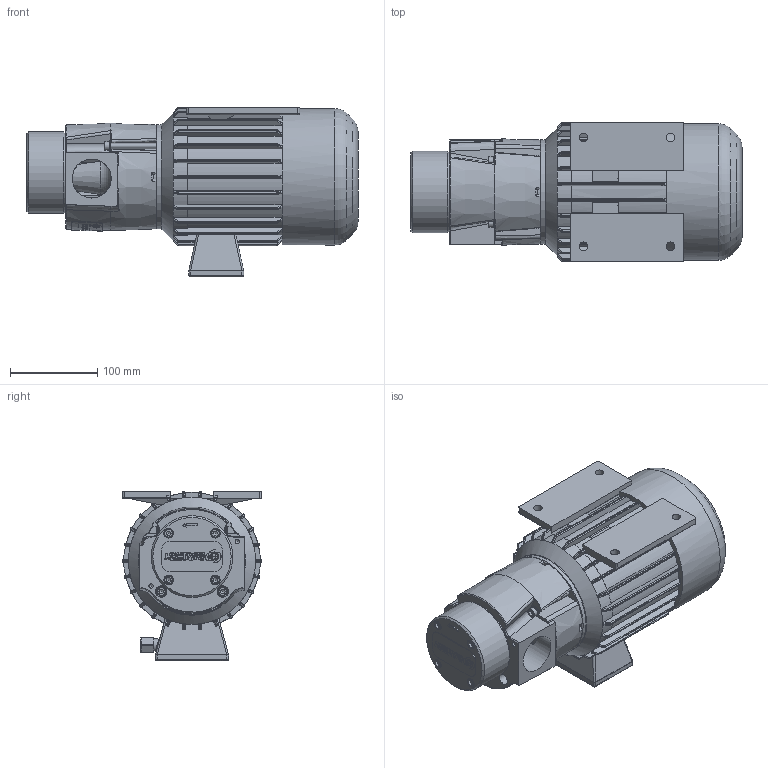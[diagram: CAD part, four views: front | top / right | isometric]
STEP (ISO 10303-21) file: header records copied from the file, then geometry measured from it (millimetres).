
FILE_DESCRIPTION(/* description */ ('Unknown'),/* implementation_level */ '2;1');
FILE_NAME(/* name */ 'QPM3 40-4-0,75',/* time_stamp */ '2016-11-24T13:58:27+01:00',/* author */ ('Unknown'),/* organization */ ('Unknown'),/* preprocessor_version */ 'ST-DEVELOPER v16',/* originating_system */ 'DEX',/* authorisation */ $);
FILE_SCHEMA (('AUTOMOTIVE_DESIGN {1 0 10303 214 3 1 1}'));
Products named in the file (1): QPM3 40-4-0,75
Bounding box: 381.55 x 160 x 195 mm (x, y, z)
Volume: 4720.4 mm3; surface area: 449382.8 mm2
Topology: 23 solids, 24 shells, 3695 faces, 9579 edges, 5808 vertices
Faces by surface type: plane 1450, cylinder 883, bspline 618, cone 261, torus 250, sphere 233
Full cylindrical faces by diameter (mm): 2 x2, 2.792 x1, 3.192 x1, 4 x9, 4.8 x1, 4.917 x6, 5.153 x4, 6 x12, 6.2 x4, 6.4 x4, 6.5 x2, 7 x4, 9.8 x4, 10 x12, 11 x4, 11.667 x1, 12 x4, 13 x2, 14 x3, 14.268 x1, 14.326 x1, 14.4 x1, 16 x3, 16.4 x1, 17 x2, 19 x3, 19.3 x2, 20.2 x1, 22 x2, 24 x1
Entity records: 168888 total; most frequent: CARTESIAN_POINT 59776, ORIENTED_EDGE 17892, DIRECTION 16448, EDGE_CURVE 8946, AXIS2_PLACEMENT_3D 6413, VERTEX_POINT 5691, FACE_BOUND 4239, EDGE_LOOP 4216
